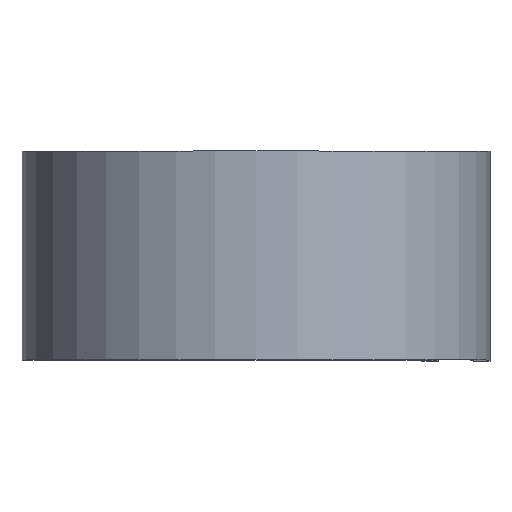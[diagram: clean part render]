
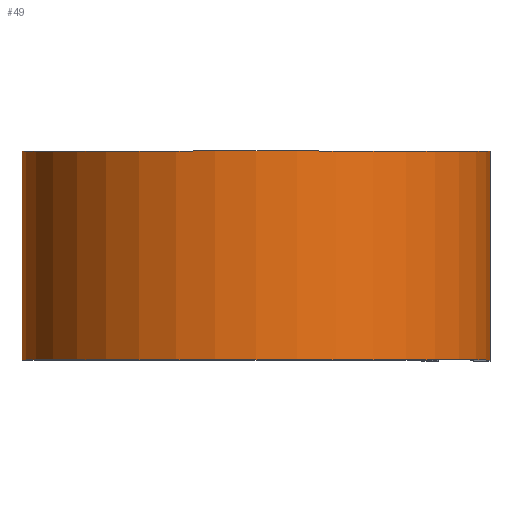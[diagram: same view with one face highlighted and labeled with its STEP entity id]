
A CAD part, top view. The second image highlights one B-rep face of the part: STEP entity #49.
In plain terms, the highlighted cylindrical face has radius 21.361 mm (diameter 42.723 mm), a partial arc.
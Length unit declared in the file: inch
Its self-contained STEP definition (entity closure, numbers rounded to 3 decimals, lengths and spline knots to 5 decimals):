
#1 = EDGE_CURVE ( 'NONE', #185, #248, #119, .T. ) ;
#10 = CIRCLE ( 'NONE', #601, 0.841 ) ;
#33 = LINE ( 'NONE', #504, #334 ) ;
#46 = CYLINDRICAL_SURFACE ( 'NONE', #197, 0.841 ) ;
#49 = ADVANCED_FACE ( 'NONE', ( #202 ), #46, .T. ) ;
#55 = EDGE_CURVE ( 'NONE', #263, #547, #33, .T. ) ;
#92 = DIRECTION ( 'NONE',  ( 1., 0., 0. ) ) ;
#94 = DIRECTION ( 'NONE',  ( 0., 1., 0. ) ) ;
#96 = CARTESIAN_POINT ( 'NONE',  ( 0., 0.375, 0. ) ) ;
#115 = VECTOR ( 'NONE', #613, 39.37008 ) ;
#119 = LINE ( 'NONE', #583, #115 ) ;
#125 = DIRECTION ( 'NONE',  ( 1., 0., 0. ) ) ;
#131 = CARTESIAN_POINT ( 'NONE',  ( 0.841, 0.375, 0. ) ) ;
#144 = DIRECTION ( 'NONE',  ( 0., 1., 0. ) ) ;
#175 = CARTESIAN_POINT ( 'NONE',  ( 0., -0.375, -0.841 ) ) ;
#184 = EDGE_CURVE ( 'NONE', #263, #185, #378, .T. ) ;
#185 = VERTEX_POINT ( 'NONE', #131 ) ;
#197 = AXIS2_PLACEMENT_3D ( 'NONE', #347, #301, #397 ) ;
#202 = FACE_OUTER_BOUND ( 'NONE', #362, .T. ) ;
#243 = ORIENTED_EDGE ( 'NONE', *, *, #184, .F. ) ;
#248 = VERTEX_POINT ( 'NONE', #462 ) ;
#263 = VERTEX_POINT ( 'NONE', #364 ) ;
#287 = AXIS2_PLACEMENT_3D ( 'NONE', #96, #94, #92 ) ;
#301 = DIRECTION ( 'NONE',  ( 0., -1., 0. ) ) ;
#333 = ORIENTED_EDGE ( 'NONE', *, *, #1, .F. ) ;
#334 = VECTOR ( 'NONE', #572, 39.37008 ) ;
#347 = CARTESIAN_POINT ( 'NONE',  ( 0., 0.375, 0. ) ) ;
#362 = EDGE_LOOP ( 'NONE', ( #389, #333, #243, #453 ) ) ;
#364 = CARTESIAN_POINT ( 'NONE',  ( 0., 0.375, -0.841 ) ) ;
#378 = CIRCLE ( 'NONE', #287, 0.841 ) ;
#389 = ORIENTED_EDGE ( 'NONE', *, *, #556, .T. ) ;
#397 = DIRECTION ( 'NONE',  ( 0., 0., -1. ) ) ;
#453 = ORIENTED_EDGE ( 'NONE', *, *, #55, .T. ) ;
#462 = CARTESIAN_POINT ( 'NONE',  ( 0.841, -0.375, 0. ) ) ;
#504 = CARTESIAN_POINT ( 'NONE',  ( 0., 0.375, -0.841 ) ) ;
#525 = CARTESIAN_POINT ( 'NONE',  ( 0., -0.375, 0. ) ) ;
#547 = VERTEX_POINT ( 'NONE', #175 ) ;
#556 = EDGE_CURVE ( 'NONE', #547, #248, #10, .T. ) ;
#572 = DIRECTION ( 'NONE',  ( 0., -1., 0. ) ) ;
#583 = CARTESIAN_POINT ( 'NONE',  ( 0.841, 0.375, 0. ) ) ;
#601 = AXIS2_PLACEMENT_3D ( 'NONE', #525, #144, #125 ) ;
#613 = DIRECTION ( 'NONE',  ( 0., -1., 0. ) ) ;
